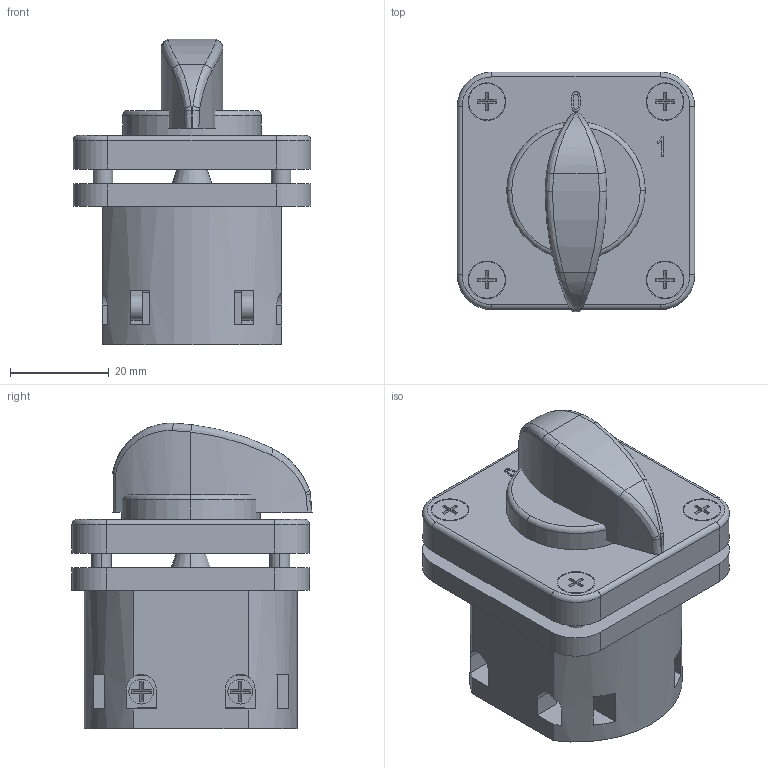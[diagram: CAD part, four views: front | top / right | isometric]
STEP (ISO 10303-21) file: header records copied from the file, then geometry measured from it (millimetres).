
FILE_DESCRIPTION (( 'STEP AP214' ), '1' );
FILE_NAME ('BCS12-010-1 Ïåðåêëþ÷àòåëü êóëà÷êîâûé ÏÊÏ10-12_Î 10À 0-1 2Ð_400Â.STEP', '2017-12-13T12:12:55', ( '' ), ( '' ), 'SwSTEP 2.0', 'SolidWorks 2014', '' );
FILE_SCHEMA (( 'AUTOMOTIVE_DESIGN' ));
Length unit declared in the file: millimetre
Products named in the file (1): BCS12-010-1 Ïåðåêëþ÷àòåëü êóëà÷êîâûé ÏÊÏ10-12_Î 10À  0-1  2Ð_400Â
Bounding box: 48 x 48.5 x 61.74 mm (x, y, z)
Volume: 70369.9 mm3; surface area: 19513 mm2
Topology: 6 solids, 6 shells, 298 faces, 712 edges, 452 vertices
Faces by surface type: plane 194, cylinder 71, bspline 24, torus 6, cone 2, sphere 1
Entity records: 9795 total; most frequent: CARTESIAN_POINT 2834, ORIENTED_EDGE 1420, DIRECTION 1374, EDGE_CURVE 710, VECTOR 488, LINE 488, VERTEX_POINT 451, AXIS2_PLACEMENT_3D 443
